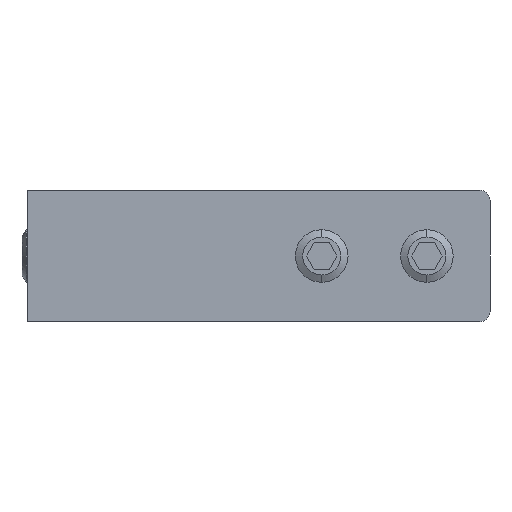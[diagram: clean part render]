
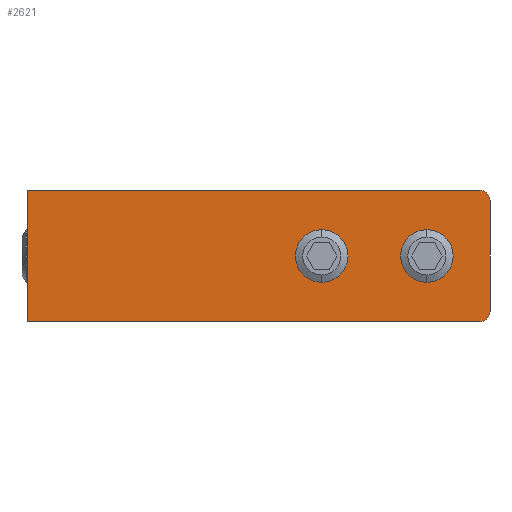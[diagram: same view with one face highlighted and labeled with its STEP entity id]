
A CAD part, left-side view. The second image highlights one B-rep face of the part: STEP entity #2621.
In plain terms, the highlighted planar face has unit normal (-1, 0, 0).
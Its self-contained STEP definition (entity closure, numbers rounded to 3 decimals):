
#34 = AXIS2_PLACEMENT_3D ( 'NONE', #229, #1130, #1371 ) ;
#110 = EDGE_CURVE ( 'NONE', #3610, #1773, #1982, .T. ) ;
#126 = AXIS2_PLACEMENT_3D ( 'NONE', #2348, #2305, #359 ) ;
#225 = CIRCLE ( 'NONE', #577, 4.25 ) ;
#229 = CARTESIAN_POINT ( 'NONE',  ( 0., -88., 25. ) ) ;
#281 = DIRECTION ( 'NONE',  ( -1., 0., 0. ) ) ;
#301 = EDGE_CURVE ( 'NONE', #1614, #3594, #1079, .T. ) ;
#310 = CARTESIAN_POINT ( 'NONE',  ( 0., -76., 8.25 ) ) ;
#312 = CARTESIAN_POINT ( 'NONE',  ( 0., -88., 0. ) ) ;
#359 = DIRECTION ( 'NONE',  ( 0., 0., 1. ) ) ;
#364 = CARTESIAN_POINT ( 'NONE',  ( 0., -88., 23. ) ) ;
#372 = EDGE_LOOP ( 'NONE', ( #1174, #2176, #3038, #1884, #3477, #741 ) ) ;
#407 = VERTEX_POINT ( 'NONE', #310 ) ;
#438 = CARTESIAN_POINT ( 'NONE',  ( 0., 0., 0. ) ) ;
#509 = CIRCLE ( 'NONE', #2977, 4.25 ) ;
#567 = DIRECTION ( 'NONE',  ( -1., 0., 0. ) ) ;
#577 = AXIS2_PLACEMENT_3D ( 'NONE', #2791, #1450, #2072 ) ;
#628 = CIRCLE ( 'NONE', #1176, 2. ) ;
#741 = ORIENTED_EDGE ( 'NONE', *, *, #1658, .T. ) ;
#754 = EDGE_CURVE ( 'NONE', #407, #1503, #225, .T. ) ;
#903 = VERTEX_POINT ( 'NONE', #364 ) ;
#932 = DIRECTION ( 'NONE',  ( -1., 0., 0. ) ) ;
#936 = VECTOR ( 'NONE', #3318, 1000. ) ;
#1027 = DIRECTION ( 'NONE',  ( -1., 0., 0. ) ) ;
#1064 = CIRCLE ( 'NONE', #126, 4.25 ) ;
#1079 = LINE ( 'NONE', #1660, #1759 ) ;
#1090 = EDGE_CURVE ( 'NONE', #903, #1411, #2853, .T. ) ;
#1130 = DIRECTION ( 'NONE',  ( 1., 0., 0. ) ) ;
#1174 = ORIENTED_EDGE ( 'NONE', *, *, #1090, .F. ) ;
#1176 = AXIS2_PLACEMENT_3D ( 'NONE', #3346, #567, #1700 ) ;
#1215 = ORIENTED_EDGE ( 'NONE', *, *, #3230, .F. ) ;
#1217 = CARTESIAN_POINT ( 'NONE',  ( 0., -86., 0. ) ) ;
#1255 = AXIS2_PLACEMENT_3D ( 'NONE', #2167, #281, #3054 ) ;
#1273 = DIRECTION ( 'NONE',  ( 0., 0., 1. ) ) ;
#1335 = VECTOR ( 'NONE', #2818, 1000. ) ;
#1353 = EDGE_CURVE ( 'NONE', #2911, #1441, #509, .T. ) ;
#1371 = DIRECTION ( 'NONE',  ( 0., 0., -1. ) ) ;
#1404 = EDGE_CURVE ( 'NONE', #903, #3594, #3155, .T. ) ;
#1410 = CARTESIAN_POINT ( 'NONE',  ( 0., 0., 25. ) ) ;
#1411 = VERTEX_POINT ( 'NONE', #2601 ) ;
#1441 = VERTEX_POINT ( 'NONE', #2896 ) ;
#1444 = ORIENTED_EDGE ( 'NONE', *, *, #1353, .F. ) ;
#1450 = DIRECTION ( 'NONE',  ( -1., 0., 0. ) ) ;
#1490 = DIRECTION ( 'NONE',  ( 0., 0., -1. ) ) ;
#1503 = VERTEX_POINT ( 'NONE', #3235 ) ;
#1595 = CARTESIAN_POINT ( 'NONE',  ( 0., -86., 25. ) ) ;
#1614 = VERTEX_POINT ( 'NONE', #2181 ) ;
#1658 = EDGE_CURVE ( 'NONE', #1773, #1411, #628, .T. ) ;
#1660 = CARTESIAN_POINT ( 'NONE',  ( 0., -88., 25. ) ) ;
#1685 = PLANE ( 'NONE',  #34 ) ;
#1700 = DIRECTION ( 'NONE',  ( 0., 0., -1. ) ) ;
#1701 = EDGE_LOOP ( 'NONE', ( #1444, #1215 ) ) ;
#1759 = VECTOR ( 'NONE', #3341, 1000. ) ;
#1773 = VERTEX_POINT ( 'NONE', #1217 ) ;
#1884 = ORIENTED_EDGE ( 'NONE', *, *, #2758, .T. ) ;
#1915 = FACE_BOUND ( 'NONE', #3188, .T. ) ;
#1955 = LINE ( 'NONE', #1410, #1335 ) ;
#1982 = LINE ( 'NONE', #312, #936 ) ;
#2055 = CARTESIAN_POINT ( 'NONE',  ( 0., -86., 23. ) ) ;
#2069 = CARTESIAN_POINT ( 'NONE',  ( 0., -56., 16.75 ) ) ;
#2072 = DIRECTION ( 'NONE',  ( 0., 0., 1. ) ) ;
#2167 = CARTESIAN_POINT ( 'NONE',  ( 0., -56., 12.5 ) ) ;
#2176 = ORIENTED_EDGE ( 'NONE', *, *, #1404, .T. ) ;
#2181 = CARTESIAN_POINT ( 'NONE',  ( 0., 0., 25. ) ) ;
#2229 = DIRECTION ( 'NONE',  ( 0., 0., -1. ) ) ;
#2305 = DIRECTION ( 'NONE',  ( -1., 0., 0. ) ) ;
#2348 = CARTESIAN_POINT ( 'NONE',  ( 0., -76., 12.5 ) ) ;
#2406 = CARTESIAN_POINT ( 'NONE',  ( 0., -56., 12.5 ) ) ;
#2601 = CARTESIAN_POINT ( 'NONE',  ( 0., -88., 2. ) ) ;
#2621 = ADVANCED_FACE ( 'NONE', ( #1915, #3371, #3070 ), #1685, .F. ) ;
#2758 = EDGE_CURVE ( 'NONE', #1614, #3610, #1955, .T. ) ;
#2791 = CARTESIAN_POINT ( 'NONE',  ( 0., -76., 12.5 ) ) ;
#2818 = DIRECTION ( 'NONE',  ( 0., 0., -1. ) ) ;
#2832 = CIRCLE ( 'NONE', #1255, 4.25 ) ;
#2853 = LINE ( 'NONE', #3392, #3041 ) ;
#2896 = CARTESIAN_POINT ( 'NONE',  ( 0., -56., 8.25 ) ) ;
#2911 = VERTEX_POINT ( 'NONE', #2069 ) ;
#2919 = AXIS2_PLACEMENT_3D ( 'NONE', #2055, #1027, #1490 ) ;
#2940 = ORIENTED_EDGE ( 'NONE', *, *, #3351, .F. ) ;
#2977 = AXIS2_PLACEMENT_3D ( 'NONE', #2406, #932, #1273 ) ;
#3038 = ORIENTED_EDGE ( 'NONE', *, *, #301, .F. ) ;
#3041 = VECTOR ( 'NONE', #2229, 1000. ) ;
#3054 = DIRECTION ( 'NONE',  ( 0., 0., 1. ) ) ;
#3070 = FACE_OUTER_BOUND ( 'NONE', #372, .T. ) ;
#3155 = CIRCLE ( 'NONE', #2919, 2. ) ;
#3188 = EDGE_LOOP ( 'NONE', ( #2940, #3468 ) ) ;
#3230 = EDGE_CURVE ( 'NONE', #1441, #2911, #2832, .T. ) ;
#3235 = CARTESIAN_POINT ( 'NONE',  ( 0., -76., 16.75 ) ) ;
#3318 = DIRECTION ( 'NONE',  ( 0., -1., 0. ) ) ;
#3341 = DIRECTION ( 'NONE',  ( 0., -1., 0. ) ) ;
#3346 = CARTESIAN_POINT ( 'NONE',  ( 0., -86., 2. ) ) ;
#3351 = EDGE_CURVE ( 'NONE', #1503, #407, #1064, .T. ) ;
#3371 = FACE_BOUND ( 'NONE', #1701, .T. ) ;
#3392 = CARTESIAN_POINT ( 'NONE',  ( 0., -88., 25. ) ) ;
#3468 = ORIENTED_EDGE ( 'NONE', *, *, #754, .F. ) ;
#3477 = ORIENTED_EDGE ( 'NONE', *, *, #110, .T. ) ;
#3594 = VERTEX_POINT ( 'NONE', #1595 ) ;
#3610 = VERTEX_POINT ( 'NONE', #438 ) ;
